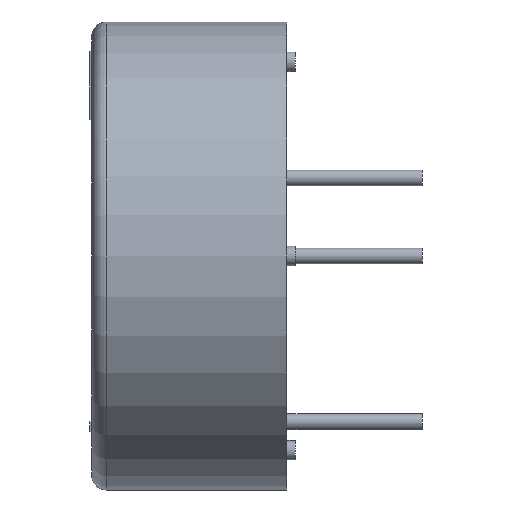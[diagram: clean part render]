
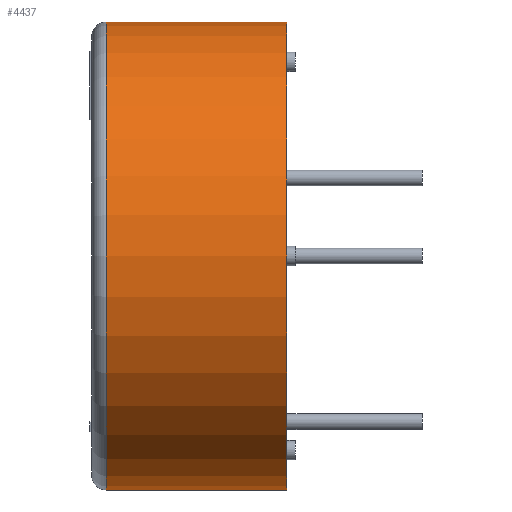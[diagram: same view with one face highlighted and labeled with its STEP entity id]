
A CAD part, left-side view. The second image highlights one B-rep face of the part: STEP entity #4437.
In plain terms, the highlighted cylindrical face has radius 12 mm (diameter 24 mm), a partial arc.
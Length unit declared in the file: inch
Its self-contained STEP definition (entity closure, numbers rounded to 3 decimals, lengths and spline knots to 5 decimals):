
#44 = VECTOR ( 'NONE', #4129, 39.37008 ) ;
#94 = EDGE_CURVE ( 'NONE', #1804, #2537, #2718, .T. ) ;
#101 = DIRECTION ( 'NONE',  ( 0., 0., 1. ) ) ;
#120 = DIRECTION ( 'NONE',  ( 0., 0., 1. ) ) ;
#368 = DIRECTION ( 'NONE',  ( 0., -1., 0. ) ) ;
#458 = CARTESIAN_POINT ( 'NONE',  ( 0., 0., -0.47244 ) ) ;
#503 = AXIS2_PLACEMENT_3D ( 'NONE', #3869, #1588, #1965 ) ;
#529 = CARTESIAN_POINT ( 'NONE',  ( 0., 0.3937, 0. ) ) ;
#1183 = CARTESIAN_POINT ( 'NONE',  ( 0., 0., 0. ) ) ;
#1297 = VERTEX_POINT ( 'NONE', #3584 ) ;
#1320 = DIRECTION ( 'NONE',  ( 0., -1., 0. ) ) ;
#1578 = ORIENTED_EDGE ( 'NONE', *, *, #94, .F. ) ;
#1588 = DIRECTION ( 'NONE',  ( 0., 1., 0. ) ) ;
#1804 = VERTEX_POINT ( 'NONE', #2369 ) ;
#1965 = DIRECTION ( 'NONE',  ( 0., 0., 1. ) ) ;
#2076 = VERTEX_POINT ( 'NONE', #458 ) ;
#2233 = AXIS2_PLACEMENT_3D ( 'NONE', #1183, #3556, #101 ) ;
#2240 = EDGE_CURVE ( 'NONE', #1297, #2537, #2677, .T. ) ;
#2274 = CARTESIAN_POINT ( 'NONE',  ( 0., 0.3937, 0.47244 ) ) ;
#2321 = CARTESIAN_POINT ( 'NONE',  ( 0., 0.36417, 0. ) ) ;
#2369 = CARTESIAN_POINT ( 'NONE',  ( 0., 0.36417, 0.47244 ) ) ;
#2537 = VERTEX_POINT ( 'NONE', #3227 ) ;
#2610 = EDGE_LOOP ( 'NONE', ( #1578, #4545, #4524, #4654, #4235 ) ) ;
#2677 = CIRCLE ( 'NONE', #503, 0.47244 ) ;
#2718 = LINE ( 'NONE', #2274, #4911 ) ;
#3019 = LINE ( 'NONE', #3320, #44 ) ;
#3206 = EDGE_CURVE ( 'NONE', #3655, #2076, #3019, .T. ) ;
#3227 = CARTESIAN_POINT ( 'NONE',  ( 0., 0., 0.47244 ) ) ;
#3320 = CARTESIAN_POINT ( 'NONE',  ( 0., 0.3937, -0.47244 ) ) ;
#3455 = DIRECTION ( 'NONE',  ( 0., -1., 0. ) ) ;
#3556 = DIRECTION ( 'NONE',  ( 0., 1., 0. ) ) ;
#3584 = CARTESIAN_POINT ( 'NONE',  ( -0.47244, 0., 0. ) ) ;
#3655 = VERTEX_POINT ( 'NONE', #4665 ) ;
#3731 = DIRECTION ( 'NONE',  ( 0., 0., -1. ) ) ;
#3766 = CIRCLE ( 'NONE', #4557, 0.47244 ) ;
#3847 = AXIS2_PLACEMENT_3D ( 'NONE', #529, #3455, #3731 ) ;
#3865 = EDGE_CURVE ( 'NONE', #2076, #1297, #4390, .T. ) ;
#3869 = CARTESIAN_POINT ( 'NONE',  ( 0., 0., 0. ) ) ;
#4129 = DIRECTION ( 'NONE',  ( 0., -1., 0. ) ) ;
#4165 = EDGE_CURVE ( 'NONE', #1804, #3655, #3766, .T. ) ;
#4235 = ORIENTED_EDGE ( 'NONE', *, *, #2240, .T. ) ;
#4390 = CIRCLE ( 'NONE', #2233, 0.47244 ) ;
#4435 = FACE_OUTER_BOUND ( 'NONE', #2610, .T. ) ;
#4437 = ADVANCED_FACE ( 'NONE', ( #4435 ), #4709, .T. ) ;
#4524 = ORIENTED_EDGE ( 'NONE', *, *, #3206, .T. ) ;
#4545 = ORIENTED_EDGE ( 'NONE', *, *, #4165, .T. ) ;
#4557 = AXIS2_PLACEMENT_3D ( 'NONE', #2321, #1320, #120 ) ;
#4654 = ORIENTED_EDGE ( 'NONE', *, *, #3865, .T. ) ;
#4665 = CARTESIAN_POINT ( 'NONE',  ( 0., 0.36417, -0.47244 ) ) ;
#4709 = CYLINDRICAL_SURFACE ( 'NONE', #3847, 0.47244 ) ;
#4911 = VECTOR ( 'NONE', #368, 39.37008 ) ;
